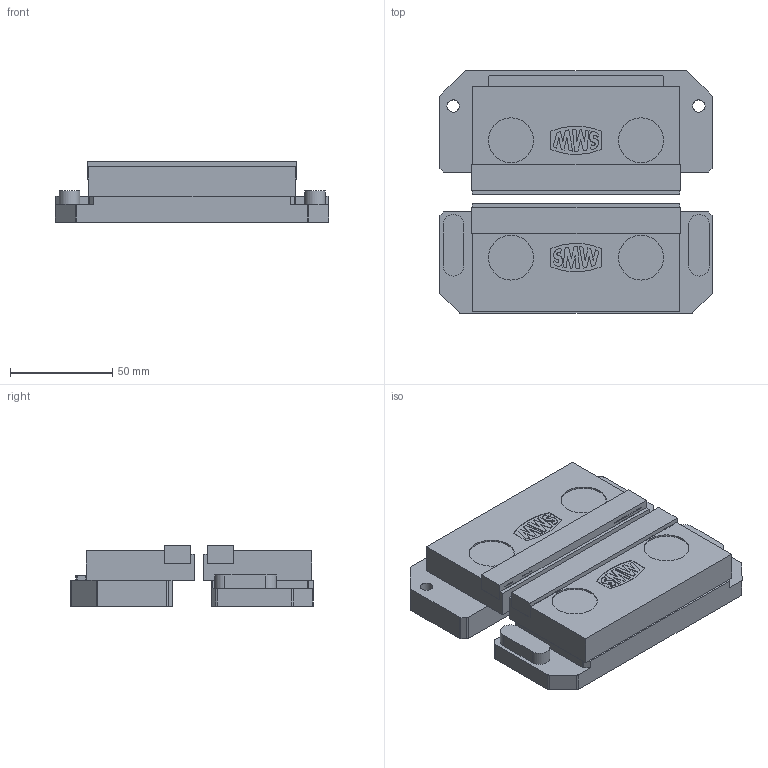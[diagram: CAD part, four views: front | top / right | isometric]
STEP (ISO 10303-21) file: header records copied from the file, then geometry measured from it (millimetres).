
FILE_DESCRIPTION(/* description */ (''),/* implementation_level */ '2;1');
FILE_NAME(/* name */ 'Metric Hobby Vise Rev2.step',/* time_stamp */ '2023-03-21T08:38:20-04:00',/* author */ (''),/* organization */ (''),/* preprocessor_version */ 'ST-DEVELOPER v19.2',/* originating_system */ 'Autodesk Translation Framework v11.17.0.187',/* authorisation */ '');
FILE_SCHEMA (('AUTOMOTIVE_DESIGN { 1 0 10303 214 3 1 1 }'));
Length unit declared in the file: inch
Products named in the file (14): Metric Hobby Vise Rev2; MM Moving side base; MM Fixed side base; Jaw; Dual Station Setup; Adjustable Side (1); Talon Grips; Jaw (1); Dual Station Setup (1); Adjustable Side (1) (1); Talon Jaw Gen2 v1; Solid Jaw Insert Bar v1 (1); Talon Grips (1); MiteeBite talon grip v1
Assembly tree (18 placements, depth 5):
  Metric Hobby Vise Rev2
    MM Moving side base
    MM Fixed side base
    Jaw
      Dual Station Setup
        Adjustable Side (1)
          Talon Jaw Gen2 v1
          Solid Jaw Insert Bar v1 (1)
        Talon Grips
          MiteeBite talon grip v1  x2
    Jaw (1)
      Dual Station Setup (1)
        Adjustable Side (1) (1)
          Talon Jaw Gen2 v1
          Solid Jaw Insert Bar v1 (1)
        Talon Grips (1)
          MiteeBite talon grip v1  x2
Bounding box: 133.72 x 118.43 x 29.54 mm (x, y, z)
Volume: 322117.6 mm3; surface area: 82589.9 mm2
Topology: 10 solids, 10 shells, 507 faces, 1232 edges, 784 vertices
Faces by surface type: plane 297, cylinder 96, bspline 94, cone 20
Full cylindrical faces by diameter (mm): 3.797 x16, 4.902 x4, 6 x2, 7.036 x4, 9.2 x2, 10.516 x2, 12.7 x4, 21.946 x4
Entity records: 9433 total; most frequent: CARTESIAN_POINT 3417, ORIENTED_EDGE 1210, DIRECTION 1099, EDGE_CURVE 605, VERTEX_POINT 394, LINE 373, VECTOR 373, AXIS2_PLACEMENT_3D 363
